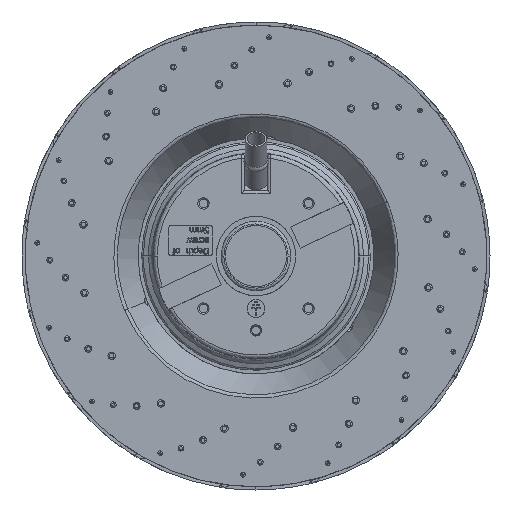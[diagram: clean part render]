
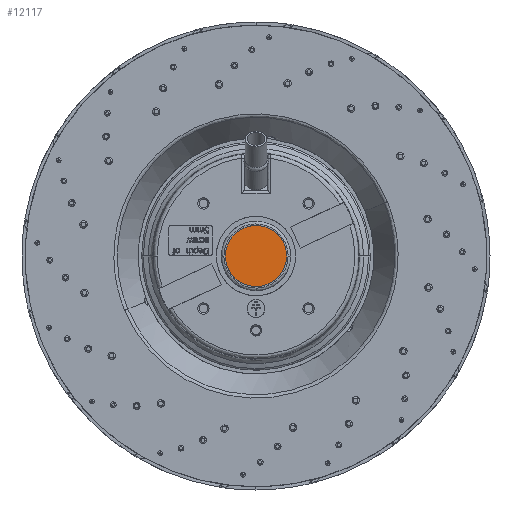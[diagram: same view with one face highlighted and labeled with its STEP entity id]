
A CAD part, front view. The second image highlights one B-rep face of the part: STEP entity #12117.
In plain terms, the highlighted planar face has unit normal (0, -1, 0).
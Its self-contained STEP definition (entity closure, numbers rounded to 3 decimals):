
#3649 = AXIS2_PLACEMENT_3D ( 'NONE', #40835, #23807, #24054 ) ;
#6431 = ORIENTED_EDGE ( 'NONE', *, *, #24278, .F. ) ;
#11270 = CARTESIAN_POINT ( 'NONE',  ( 11.95, -26.946, 53.497 ) ) ;
#12117 = ADVANCED_FACE ( 'NONE', ( #67051 ), #24555, .T. ) ;
#13505 = CARTESIAN_POINT ( 'NONE',  ( 7., -26.946, 17.647 ) ) ;
#13978 = CARTESIAN_POINT ( 'NONE',  ( 11.95, -26.946, 22.597 ) ) ;
#14848 = EDGE_LOOP ( 'NONE', ( #29097, #6431 ) ) ;
#15575 = CARTESIAN_POINT ( 'NONE',  ( 11.95, -26.946, 29.597 ) ) ;
#17870 = VERTEX_POINT ( 'NONE', #15575 ) ;
#19939 = EDGE_CURVE ( 'NONE', #17870, #29447, #73336, .T. ) ;
#23807 = DIRECTION ( 'NONE',  ( 0., -1., 0. ) ) ;
#24054 = DIRECTION ( 'NONE',  ( -1., 0., 0. ) ) ;
#24278 = EDGE_CURVE ( 'NONE', #29447, #17870, #66521, .T. ) ;
#24555 = PLANE ( 'NONE',  #3649 ) ;
#29097 = ORIENTED_EDGE ( 'NONE', *, *, #19939, .F. ) ;
#29447 = VERTEX_POINT ( 'NONE', #30910 ) ;
#30253 = CARTESIAN_POINT ( 'NONE',  ( 0., -26.946, 17.647 ) ) ;
#30910 = CARTESIAN_POINT ( 'NONE',  ( -11.95, -26.946, 29.597 ) ) ;
#30997 = CARTESIAN_POINT ( 'NONE',  ( 11.95, -26.946, 29.597 ) ) ;
#34256 = CARTESIAN_POINT ( 'NONE',  ( -11.95, -26.946, 29.597 ) ) ;
#40835 = CARTESIAN_POINT ( 'NONE',  ( 12.093, -26.946, 41.691 ) ) ;
#45139 = CARTESIAN_POINT ( 'NONE',  ( -11.95, -26.946, 53.497 ) ) ;
#47266 = CARTESIAN_POINT ( 'NONE',  ( 11.95, -26.946, 29.597 ) ) ;
#53542 = CARTESIAN_POINT ( 'NONE',  ( -11.95, -26.946, 22.597 ) ) ;
#64896 = CARTESIAN_POINT ( 'NONE',  ( -7., -26.946, 17.647 ) ) ;
#65152 = CARTESIAN_POINT ( 'NONE',  ( -11.95, -26.946, 29.597 ) ) ;
#66521 =( BOUNDED_CURVE ( )  B_SPLINE_CURVE ( 3, ( #34256, #45139, #11270, #47266 ),
 .UNSPECIFIED., .F., .F. ) 
 B_SPLINE_CURVE_WITH_KNOTS ( ( 4, 4 ),
 ( -3.142, 0. ),
 .UNSPECIFIED. ) 
 CURVE ( )  GEOMETRIC_REPRESENTATION_ITEM ( )  RATIONAL_B_SPLINE_CURVE ( ( 1., 0.333, 0.333, 1. ) ) 
 REPRESENTATION_ITEM ( '' )  );
#67051 = FACE_OUTER_BOUND ( 'NONE', #14848, .T. ) ;
#73336 =( BOUNDED_CURVE ( )  B_SPLINE_CURVE ( 3, ( #30997, #13978, #13505, #30253, #64896, #53542, #65152 ),
 .UNSPECIFIED., .F., .F. ) 
 B_SPLINE_CURVE_WITH_KNOTS ( ( 4, 3, 4 ),
 ( -3.142, -1.571, 0. ),
 .UNSPECIFIED. ) 
 CURVE ( )  GEOMETRIC_REPRESENTATION_ITEM ( )  RATIONAL_B_SPLINE_CURVE ( ( 1., 0.805, 0.805, 1., 0.805, 0.805, 1. ) ) 
 REPRESENTATION_ITEM ( '' )  );
